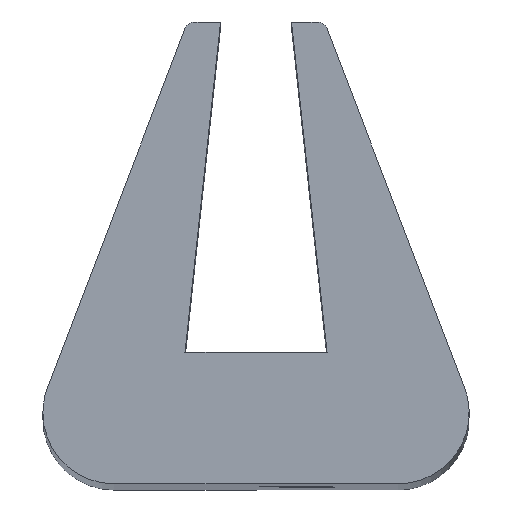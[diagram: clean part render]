
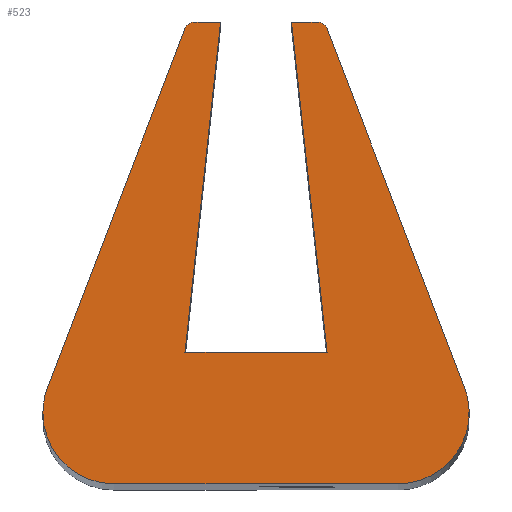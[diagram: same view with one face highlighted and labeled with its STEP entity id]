
A CAD part, top view. The second image highlights one B-rep face of the part: STEP entity #523.
In plain terms, the highlighted planar face has unit normal (0, 0, 1).
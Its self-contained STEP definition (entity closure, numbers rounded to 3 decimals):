
#43 = CARTESIAN_POINT ( 'NONE',  ( -4., 0., 100. ) ) ;
#226 = DIRECTION ( 'NONE',  ( 0.107, -0.994, 0. ) ) ;
#275 = VERTEX_POINT ( 'NONE', #3216 ) ;
#309 = ORIENTED_EDGE ( 'NONE', *, *, #7518, .T. ) ;
#395 = ORIENTED_EDGE ( 'NONE', *, *, #11432, .T. ) ;
#523 = ADVANCED_FACE ( 'NONE', ( #7728 ), #11555, .T. ) ;
#542 = CARTESIAN_POINT ( 'NONE',  ( -2., 12.807, 100. ) ) ;
#597 = ORIENTED_EDGE ( 'NONE', *, *, #10812, .T. ) ;
#668 = CIRCLE ( 'NONE', #5734, 2. ) ;
#685 = DIRECTION ( 'NONE',  ( -1., 0., 0. ) ) ;
#737 = CARTESIAN_POINT ( 'NONE',  ( -6., 2., 100. ) ) ;
#738 = ORIENTED_EDGE ( 'NONE', *, *, #11652, .T. ) ;
#908 = EDGE_CURVE ( 'NONE', #8240, #8024, #8118, .T. ) ;
#911 = CARTESIAN_POINT ( 'NONE',  ( 1.72, 13., 100. ) ) ;
#1033 = DIRECTION ( 'NONE',  ( 1., 0., 0. ) ) ;
#1428 = DIRECTION ( 'NONE',  ( -1., 0., 0. ) ) ;
#1604 = AXIS2_PLACEMENT_3D ( 'NONE', #8673, #8805, #1033 ) ;
#1678 = VECTOR ( 'NONE', #685, 1000. ) ;
#1703 = VERTEX_POINT ( 'NONE', #6216 ) ;
#1779 = EDGE_CURVE ( 'NONE', #9851, #10231, #7311, .T. ) ;
#2160 = ORIENTED_EDGE ( 'NONE', *, *, #4036, .T. ) ;
#2184 = LINE ( 'NONE', #7983, #10205 ) ;
#2291 = AXIS2_PLACEMENT_3D ( 'NONE', #4417, #2577, #2451 ) ;
#2325 = DIRECTION ( 'NONE',  ( -0.358, -0.934, 0. ) ) ;
#2331 = CARTESIAN_POINT ( 'NONE',  ( 2., 3.7, 100. ) ) ;
#2451 = DIRECTION ( 'NONE',  ( 1., 0., 0. ) ) ;
#2460 = VERTEX_POINT ( 'NONE', #9502 ) ;
#2493 = CIRCLE ( 'NONE', #2291, 0.3 ) ;
#2505 = LINE ( 'NONE', #4531, #4512 ) ;
#2577 = DIRECTION ( 'NONE',  ( 0., 0., 1. ) ) ;
#2667 = ORIENTED_EDGE ( 'NONE', *, *, #10468, .T. ) ;
#2841 = CARTESIAN_POINT ( 'NONE',  ( 4., 2., 100. ) ) ;
#3216 = CARTESIAN_POINT ( 'NONE',  ( -2., 3.7, 100. ) ) ;
#3494 = VERTEX_POINT ( 'NONE', #4581 ) ;
#3511 = CIRCLE ( 'NONE', #4520, 2. ) ;
#3619 = EDGE_CURVE ( 'NONE', #275, #2460, #4704, .T. ) ;
#3620 = VECTOR ( 'NONE', #1428, 1000. ) ;
#3680 = ORIENTED_EDGE ( 'NONE', *, *, #10079, .T. ) ;
#3838 = CARTESIAN_POINT ( 'NONE',  ( 1., 13., 100. ) ) ;
#3904 = ORIENTED_EDGE ( 'NONE', *, *, #10023, .T. ) ;
#4013 = CARTESIAN_POINT ( 'NONE',  ( -1., 13., 100. ) ) ;
#4036 = EDGE_CURVE ( 'NONE', #10231, #4144, #11058, .T. ) ;
#4144 = VERTEX_POINT ( 'NONE', #5034 ) ;
#4417 = CARTESIAN_POINT ( 'NONE',  ( 1.72, 12.7, 100. ) ) ;
#4512 = VECTOR ( 'NONE', #5418, 1000. ) ;
#4520 = AXIS2_PLACEMENT_3D ( 'NONE', #11471, #5715, #9482 ) ;
#4531 = CARTESIAN_POINT ( 'NONE',  ( -4., 0., 100. ) ) ;
#4541 = CARTESIAN_POINT ( 'NONE',  ( 5.868, 2.716, 100. ) ) ;
#4581 = CARTESIAN_POINT ( 'NONE',  ( 2., 3.7, 100. ) ) ;
#4704 = LINE ( 'NONE', #5599, #11265 ) ;
#4745 = DIRECTION ( 'NONE',  ( 1., 0., 0. ) ) ;
#4829 = DIRECTION ( 'NONE',  ( 0.107, 0.994, 0. ) ) ;
#5034 = CARTESIAN_POINT ( 'NONE',  ( -5.868, 2.716, 100. ) ) ;
#5137 = ORIENTED_EDGE ( 'NONE', *, *, #6283, .T. ) ;
#5324 = DIRECTION ( 'NONE',  ( 1., 0., 0. ) ) ;
#5418 = DIRECTION ( 'NONE',  ( 1., 0., 0. ) ) ;
#5599 = CARTESIAN_POINT ( 'NONE',  ( -2., 3.7, 100. ) ) ;
#5715 = DIRECTION ( 'NONE',  ( 0., 0., 1. ) ) ;
#5734 = AXIS2_PLACEMENT_3D ( 'NONE', #2841, #8446, #9657 ) ;
#5744 = VECTOR ( 'NONE', #226, 1000. ) ;
#5855 = ORIENTED_EDGE ( 'NONE', *, *, #908, .T. ) ;
#6074 = AXIS2_PLACEMENT_3D ( 'NONE', #11515, #10430, #4745 ) ;
#6216 = CARTESIAN_POINT ( 'NONE',  ( 2., 12.807, 100. ) ) ;
#6266 = LINE ( 'NONE', #10164, #3620 ) ;
#6283 = EDGE_CURVE ( 'NONE', #3494, #275, #6266, .T. ) ;
#6344 = CARTESIAN_POINT ( 'NONE',  ( -1.72, 12.7, 100. ) ) ;
#6816 = LINE ( 'NONE', #4013, #8707 ) ;
#7311 = CIRCLE ( 'NONE', #7916, 0.3 ) ;
#7434 = CARTESIAN_POINT ( 'NONE',  ( 1., 13., 100. ) ) ;
#7518 = EDGE_CURVE ( 'NONE', #2460, #9851, #6816, .T. ) ;
#7728 = FACE_OUTER_BOUND ( 'NONE', #8454, .T. ) ;
#7916 = AXIS2_PLACEMENT_3D ( 'NONE', #6344, #9217, #5324 ) ;
#7983 = CARTESIAN_POINT ( 'NONE',  ( 5.868, 2.716, 100. ) ) ;
#8000 = VECTOR ( 'NONE', #2325, 1000. ) ;
#8024 = VERTEX_POINT ( 'NONE', #43 ) ;
#8118 = CIRCLE ( 'NONE', #6074, 2. ) ;
#8240 = VERTEX_POINT ( 'NONE', #737 ) ;
#8446 = DIRECTION ( 'NONE',  ( 0., 0., 1. ) ) ;
#8454 = EDGE_LOOP ( 'NONE', ( #3680, #395, #5137, #10877, #309, #11474, #2160, #597, #5855, #10366, #3904, #738, #2667 ) ) ;
#8673 = CARTESIAN_POINT ( 'NONE',  ( 1.72, 12.7, 100. ) ) ;
#8707 = VECTOR ( 'NONE', #9882, 1000. ) ;
#8805 = DIRECTION ( 'NONE',  ( 0., 0., 1. ) ) ;
#8870 = VERTEX_POINT ( 'NONE', #10441 ) ;
#9217 = DIRECTION ( 'NONE',  ( 0., 0., 1. ) ) ;
#9401 = LINE ( 'NONE', #7434, #1678 ) ;
#9482 = DIRECTION ( 'NONE',  ( 1., 0., 0. ) ) ;
#9502 = CARTESIAN_POINT ( 'NONE',  ( -1., 13., 100. ) ) ;
#9584 = VERTEX_POINT ( 'NONE', #3838 ) ;
#9598 = VERTEX_POINT ( 'NONE', #911 ) ;
#9657 = DIRECTION ( 'NONE',  ( 1., 0., 0. ) ) ;
#9851 = VERTEX_POINT ( 'NONE', #11605 ) ;
#9882 = DIRECTION ( 'NONE',  ( -1., 0., 0. ) ) ;
#9957 = DIRECTION ( 'NONE',  ( -0.358, 0.934, 0. ) ) ;
#10023 = EDGE_CURVE ( 'NONE', #8870, #10515, #668, .T. ) ;
#10079 = EDGE_CURVE ( 'NONE', #9598, #9584, #9401, .T. ) ;
#10164 = CARTESIAN_POINT ( 'NONE',  ( -2., 3.7, 100. ) ) ;
#10205 = VECTOR ( 'NONE', #9957, 1000. ) ;
#10231 = VERTEX_POINT ( 'NONE', #542 ) ;
#10366 = ORIENTED_EDGE ( 'NONE', *, *, #12518, .T. ) ;
#10430 = DIRECTION ( 'NONE',  ( 0., 0., 1. ) ) ;
#10441 = CARTESIAN_POINT ( 'NONE',  ( 4., 0., 100. ) ) ;
#10468 = EDGE_CURVE ( 'NONE', #1703, #9598, #2493, .T. ) ;
#10515 = VERTEX_POINT ( 'NONE', #4541 ) ;
#10812 = EDGE_CURVE ( 'NONE', #4144, #8240, #3511, .T. ) ;
#10877 = ORIENTED_EDGE ( 'NONE', *, *, #3619, .T. ) ;
#11058 = LINE ( 'NONE', #11951, #8000 ) ;
#11064 = LINE ( 'NONE', #2331, #5744 ) ;
#11265 = VECTOR ( 'NONE', #4829, 1000. ) ;
#11432 = EDGE_CURVE ( 'NONE', #9584, #3494, #11064, .T. ) ;
#11471 = CARTESIAN_POINT ( 'NONE',  ( -4., 2., 100. ) ) ;
#11474 = ORIENTED_EDGE ( 'NONE', *, *, #1779, .T. ) ;
#11515 = CARTESIAN_POINT ( 'NONE',  ( -4., 2., 100. ) ) ;
#11555 = PLANE ( 'NONE',  #1604 ) ;
#11605 = CARTESIAN_POINT ( 'NONE',  ( -1.72, 13., 100. ) ) ;
#11652 = EDGE_CURVE ( 'NONE', #10515, #1703, #2184, .T. ) ;
#11951 = CARTESIAN_POINT ( 'NONE',  ( -5.868, 2.716, 100. ) ) ;
#12518 = EDGE_CURVE ( 'NONE', #8024, #8870, #2505, .T. ) ;
